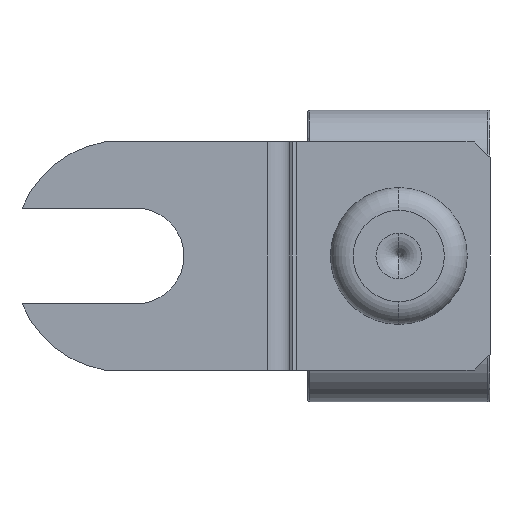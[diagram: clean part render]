
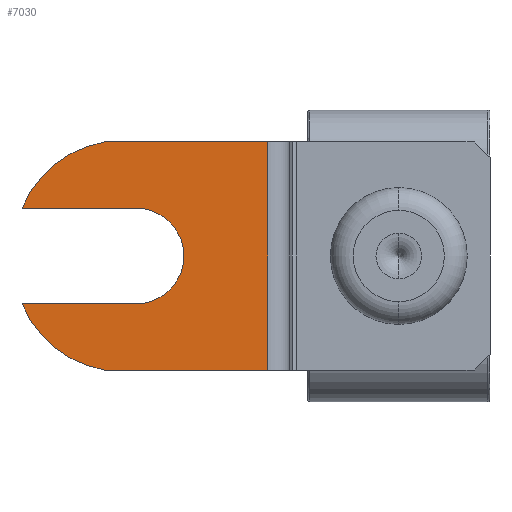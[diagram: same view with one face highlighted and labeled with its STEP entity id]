
A CAD part, front view. The second image highlights one B-rep face of the part: STEP entity #7030.
In plain terms, the highlighted planar face has unit normal (0, -1, 0).
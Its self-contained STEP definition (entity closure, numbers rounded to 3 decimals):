
#19 = EDGE_CURVE ( 'NONE', #5037, #7541, #7623, .T. ) ;
#54 = CARTESIAN_POINT ( 'NONE',  ( 0., 0., -7.1 ) ) ;
#89 = VERTEX_POINT ( 'NONE', #8352 ) ;
#212 = ORIENTED_EDGE ( 'NONE', *, *, #9091, .F. ) ;
#218 = AXIS2_PLACEMENT_3D ( 'NONE', #2652, #593, #5487 ) ;
#293 = CIRCLE ( 'NONE', #2381, 4.8 ) ;
#362 = VECTOR ( 'NONE', #8774, 1000. ) ;
#396 = ORIENTED_EDGE ( 'NONE', *, *, #929, .F. ) ;
#593 = DIRECTION ( 'NONE',  ( 0., -1., 0. ) ) ;
#618 = DIRECTION ( 'NONE',  ( 0., 0., -1. ) ) ;
#861 = VECTOR ( 'NONE', #7299, 1000. ) ;
#929 = EDGE_CURVE ( 'NONE', #4753, #2928, #293, .T. ) ;
#1014 = ORIENTED_EDGE ( 'NONE', *, *, #7693, .F. ) ;
#1077 = VERTEX_POINT ( 'NONE', #8583 ) ;
#1171 = CARTESIAN_POINT ( 'NONE',  ( 5., 0., -2.9 ) ) ;
#1344 = CARTESIAN_POINT ( 'NONE',  ( 10.781, 0., -10. ) ) ;
#1368 = CARTESIAN_POINT ( 'NONE',  ( 4.438, 0., -5.272 ) ) ;
#1584 = VERTEX_POINT ( 'NONE', #1344 ) ;
#1653 = LINE ( 'NONE', #1742, #4725 ) ;
#1675 = FACE_OUTER_BOUND ( 'NONE', #5838, .T. ) ;
#1742 = CARTESIAN_POINT ( 'NONE',  ( 10.781, 0., -10. ) ) ;
#1811 = AXIS2_PLACEMENT_3D ( 'NONE', #5984, #6728, #8168 ) ;
#2321 = EDGE_CURVE ( 'NONE', #5588, #1077, #7340, .T. ) ;
#2380 = PLANE ( 'NONE',  #1811 ) ;
#2381 = AXIS2_PLACEMENT_3D ( 'NONE', #1368, #5432, #618 ) ;
#2605 = CARTESIAN_POINT ( 'NONE',  ( 9.627, 0., -7.1 ) ) ;
#2652 = CARTESIAN_POINT ( 'NONE',  ( 5., 0., -5. ) ) ;
#2805 = ORIENTED_EDGE ( 'NONE', *, *, #2321, .F. ) ;
#2843 = CARTESIAN_POINT ( 'NONE',  ( 4.438, 0., -4.728 ) ) ;
#2928 = VERTEX_POINT ( 'NONE', #54 ) ;
#3006 = EDGE_CURVE ( 'NONE', #1584, #1077, #1653, .T. ) ;
#3187 = ORIENTED_EDGE ( 'NONE', *, *, #19, .F. ) ;
#3297 = VECTOR ( 'NONE', #9199, 1000. ) ;
#3806 = ORIENTED_EDGE ( 'NONE', *, *, #7962, .T. ) ;
#4326 = LINE ( 'NONE', #8694, #861 ) ;
#4431 = ORIENTED_EDGE ( 'NONE', *, *, #3006, .T. ) ;
#4560 = CARTESIAN_POINT ( 'NONE',  ( 3.61, 0., -10. ) ) ;
#4667 = CARTESIAN_POINT ( 'NONE',  ( 3.61, 0., 0. ) ) ;
#4695 = ORIENTED_EDGE ( 'NONE', *, *, #9176, .F. ) ;
#4725 = VECTOR ( 'NONE', #5967, 1000. ) ;
#4753 = VERTEX_POINT ( 'NONE', #4560 ) ;
#4849 = DIRECTION ( 'NONE',  ( 0., 1., 0. ) ) ;
#4929 = LINE ( 'NONE', #9060, #3297 ) ;
#4931 = CIRCLE ( 'NONE', #5379, 4.8 ) ;
#5037 = VERTEX_POINT ( 'NONE', #6890 ) ;
#5338 = CARTESIAN_POINT ( 'NONE',  ( 9.627, 0., 0. ) ) ;
#5379 = AXIS2_PLACEMENT_3D ( 'NONE', #2843, #4849, #6372 ) ;
#5432 = DIRECTION ( 'NONE',  ( 0., 1., 0. ) ) ;
#5436 = DIRECTION ( 'NONE',  ( 1., 0., 0. ) ) ;
#5487 = DIRECTION ( 'NONE',  ( 0., 0., -1. ) ) ;
#5588 = VERTEX_POINT ( 'NONE', #4667 ) ;
#5838 = EDGE_LOOP ( 'NONE', ( #396, #3806, #4431, #2805, #1014, #212, #3187, #4695 ) ) ;
#5967 = DIRECTION ( 'NONE',  ( 0., 0., 1. ) ) ;
#5984 = CARTESIAN_POINT ( 'NONE',  ( 9.627, 0., -10. ) ) ;
#6372 = DIRECTION ( 'NONE',  ( 0., 0., -1. ) ) ;
#6728 = DIRECTION ( 'NONE',  ( 0., -1., 0. ) ) ;
#6890 = CARTESIAN_POINT ( 'NONE',  ( 5., 0., -7.1 ) ) ;
#7030 = ADVANCED_FACE ( 'NONE', ( #1675 ), #2380, .T. ) ;
#7071 = VECTOR ( 'NONE', #5436, 1000. ) ;
#7299 = DIRECTION ( 'NONE',  ( -1., 0., 0. ) ) ;
#7340 = LINE ( 'NONE', #5338, #362 ) ;
#7541 = VERTEX_POINT ( 'NONE', #1171 ) ;
#7623 = CIRCLE ( 'NONE', #218, 2.1 ) ;
#7693 = EDGE_CURVE ( 'NONE', #89, #5588, #4931, .T. ) ;
#7962 = EDGE_CURVE ( 'NONE', #4753, #1584, #4929, .T. ) ;
#8168 = DIRECTION ( 'NONE',  ( 0., 0., -1. ) ) ;
#8352 = CARTESIAN_POINT ( 'NONE',  ( 0., 0., -2.9 ) ) ;
#8583 = CARTESIAN_POINT ( 'NONE',  ( 10.781, 0., 0. ) ) ;
#8694 = CARTESIAN_POINT ( 'NONE',  ( 9.627, 0., -2.9 ) ) ;
#8774 = DIRECTION ( 'NONE',  ( 1., 0., 0. ) ) ;
#8784 = LINE ( 'NONE', #2605, #7071 ) ;
#9060 = CARTESIAN_POINT ( 'NONE',  ( 0., 0., -10. ) ) ;
#9091 = EDGE_CURVE ( 'NONE', #7541, #89, #4326, .T. ) ;
#9176 = EDGE_CURVE ( 'NONE', #2928, #5037, #8784, .T. ) ;
#9199 = DIRECTION ( 'NONE',  ( 1., 0., 0. ) ) ;
